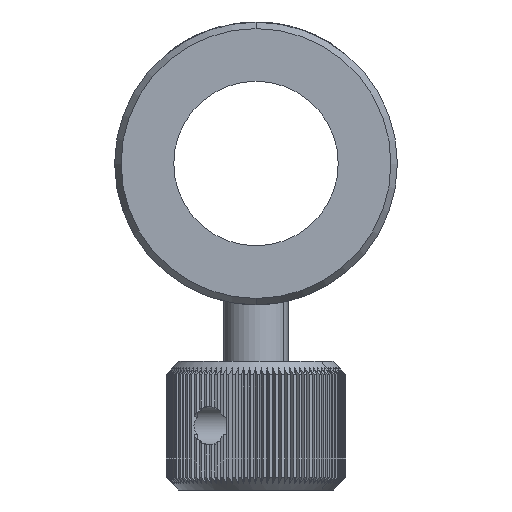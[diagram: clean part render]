
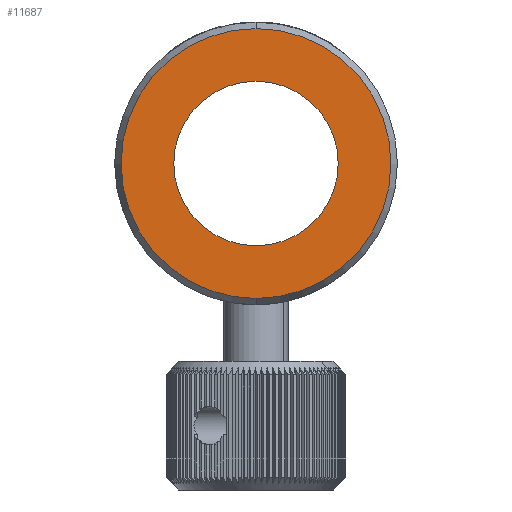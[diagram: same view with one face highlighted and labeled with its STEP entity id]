
A CAD part, front view. The second image highlights one B-rep face of the part: STEP entity #11687.
In plain terms, the highlighted planar face has unit normal (0, -1, 0).
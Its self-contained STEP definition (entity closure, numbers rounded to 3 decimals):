
#186 = EDGE_CURVE ( 'NONE', #13995, #13105, #3732, .T. ) ;
#590 = DIRECTION ( 'NONE',  ( 0., 0., 1. ) ) ;
#689 = DIRECTION ( 'NONE',  ( 0., -1., 0. ) ) ;
#1346 = EDGE_CURVE ( 'NONE', #14529, #4009, #1475, .T. ) ;
#1475 = CIRCLE ( 'NONE', #11650, 6.4 ) ;
#2568 = CARTESIAN_POINT ( 'NONE',  ( -15.537, -58.742, 113.5 ) ) ;
#2710 = EDGE_LOOP ( 'NONE', ( #11640, #14453 ) ) ;
#2758 = EDGE_CURVE ( 'NONE', #4009, #14529, #4939, .T. ) ;
#3410 = CARTESIAN_POINT ( 'NONE',  ( -15.537, -58.742, 103. ) ) ;
#3422 = DIRECTION ( 'NONE',  ( 0., 1., 0. ) ) ;
#3482 = AXIS2_PLACEMENT_3D ( 'NONE', #9265, #3649, #7374 ) ;
#3649 = DIRECTION ( 'NONE',  ( 0., -1., 0. ) ) ;
#3732 = CIRCLE ( 'NONE', #3482, 10.5 ) ;
#3904 = DIRECTION ( 'NONE',  ( 0., 0., 1. ) ) ;
#3986 = DIRECTION ( 'NONE',  ( 0., 1., 0. ) ) ;
#4009 = VERTEX_POINT ( 'NONE', #7645 ) ;
#4449 = FACE_BOUND ( 'NONE', #13624, .T. ) ;
#4597 = CARTESIAN_POINT ( 'NONE',  ( -15.537, -58.742, 113.5 ) ) ;
#4618 = CARTESIAN_POINT ( 'NONE',  ( -15.537, -58.742, 124. ) ) ;
#4939 = CIRCLE ( 'NONE', #7749, 6.4 ) ;
#4963 = AXIS2_PLACEMENT_3D ( 'NONE', #4597, #3422, #13621 ) ;
#5204 = CIRCLE ( 'NONE', #8026, 10.5 ) ;
#6807 = EDGE_CURVE ( 'NONE', #13105, #13995, #5204, .T. ) ;
#7374 = DIRECTION ( 'NONE',  ( 0., 0., 1. ) ) ;
#7624 = DIRECTION ( 'NONE',  ( 0., 0., 1. ) ) ;
#7645 = CARTESIAN_POINT ( 'NONE',  ( -15.537, -58.742, 107.1 ) ) ;
#7689 = FACE_OUTER_BOUND ( 'NONE', #2710, .T. ) ;
#7749 = AXIS2_PLACEMENT_3D ( 'NONE', #2568, #12781, #3904 ) ;
#8026 = AXIS2_PLACEMENT_3D ( 'NONE', #13267, #689, #7624 ) ;
#8627 = CARTESIAN_POINT ( 'NONE',  ( -15.537, -58.742, 113.5 ) ) ;
#9104 = PLANE ( 'NONE',  #4963 ) ;
#9265 = CARTESIAN_POINT ( 'NONE',  ( -15.537, -58.742, 113.5 ) ) ;
#11640 = ORIENTED_EDGE ( 'NONE', *, *, #186, .T. ) ;
#11650 = AXIS2_PLACEMENT_3D ( 'NONE', #8627, #3986, #590 ) ;
#11687 = ADVANCED_FACE ( 'NONE', ( #7689, #4449 ), #9104, .F. ) ;
#12459 = ORIENTED_EDGE ( 'NONE', *, *, #2758, .T. ) ;
#12781 = DIRECTION ( 'NONE',  ( 0., 1., 0. ) ) ;
#13105 = VERTEX_POINT ( 'NONE', #3410 ) ;
#13267 = CARTESIAN_POINT ( 'NONE',  ( -15.537, -58.742, 113.5 ) ) ;
#13317 = CARTESIAN_POINT ( 'NONE',  ( -15.537, -58.742, 119.9 ) ) ;
#13621 = DIRECTION ( 'NONE',  ( 0., 0., 1. ) ) ;
#13624 = EDGE_LOOP ( 'NONE', ( #12459, #13968 ) ) ;
#13968 = ORIENTED_EDGE ( 'NONE', *, *, #1346, .T. ) ;
#13995 = VERTEX_POINT ( 'NONE', #4618 ) ;
#14453 = ORIENTED_EDGE ( 'NONE', *, *, #6807, .T. ) ;
#14529 = VERTEX_POINT ( 'NONE', #13317 ) ;
